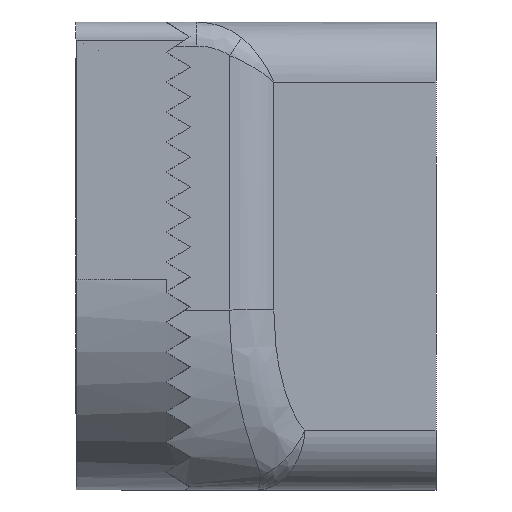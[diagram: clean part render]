
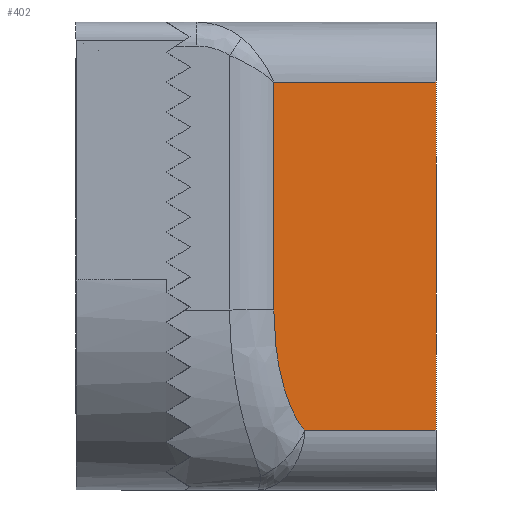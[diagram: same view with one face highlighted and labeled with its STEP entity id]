
A CAD part, left-side view. The second image highlights one B-rep face of the part: STEP entity #402.
In plain terms, the highlighted planar face has unit normal (-0.678, -0.735, 0).
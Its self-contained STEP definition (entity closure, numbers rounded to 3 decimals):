
#3 = EDGE_CURVE ( 'NONE', #1369, #3026, #3702, .T. ) ;
#41 = VERTEX_POINT ( 'NONE', #2363 ) ;
#42 = VECTOR ( 'NONE', #3643, 1000. ) ;
#242 = CARTESIAN_POINT ( 'NONE',  ( -7.678, 2.703, 6.8 ) ) ;
#247 = CARTESIAN_POINT ( 'NONE',  ( -7.455, 2.497, 1.569 ) ) ;
#386 = ORIENTED_EDGE ( 'NONE', *, *, #3, .F. ) ;
#402 = ADVANCED_FACE ( 'NONE', ( #791 ), #2945, .F. ) ;
#463 = CARTESIAN_POINT ( 'NONE',  ( -8., 3., 1. ) ) ;
#516 = EDGE_LOOP ( 'NONE', ( #386, #1330, #3625, #2431, #1509 ) ) ;
#634 = VERTEX_POINT ( 'NONE', #4070 ) ;
#666 = LINE ( 'NONE', #463, #4061 ) ;
#713 = DIRECTION ( 'NONE',  ( 0., 0., -1. ) ) ;
#720 = CARTESIAN_POINT ( 'NONE',  ( -8., 3., 7.8 ) ) ;
#725 = EDGE_CURVE ( 'NONE', #970, #634, #1622, .T. ) ;
#791 = FACE_OUTER_BOUND ( 'NONE', #516, .T. ) ;
#870 = CARTESIAN_POINT ( 'NONE',  ( -7.678, 2.703, 2.63 ) ) ;
#970 = VERTEX_POINT ( 'NONE', #242 ) ;
#1071 = CARTESIAN_POINT ( 'NONE',  ( -4.75, 0., 7.8 ) ) ;
#1290 = CARTESIAN_POINT ( 'NONE',  ( -7.6, 2.631, 6.8 ) ) ;
#1303 = CARTESIAN_POINT ( 'NONE',  ( -4.75, 0., 1. ) ) ;
#1330 = ORIENTED_EDGE ( 'NONE', *, *, #2966, .T. ) ;
#1369 = VERTEX_POINT ( 'NONE', #3268 ) ;
#1505 = CARTESIAN_POINT ( 'NONE',  ( -7.311, 2.364, 1.258 ) ) ;
#1509 = ORIENTED_EDGE ( 'NONE', *, *, #2587, .T. ) ;
#1553 = DIRECTION ( 'NONE',  ( -0.735, 0.678, 0. ) ) ;
#1622 = LINE ( 'NONE', #3312, #42 ) ;
#1652 = LINE ( 'NONE', #1290, #2216 ) ;
#1832 = CARTESIAN_POINT ( 'NONE',  ( -7.223, 2.283, 1.117 ) ) ;
#1994 = DIRECTION ( 'NONE',  ( -0.735, 0.678, 0. ) ) ;
#2026 = CARTESIAN_POINT ( 'NONE',  ( -7.175, 2.238, 1.049 ) ) ;
#2153 = EDGE_CURVE ( 'NONE', #634, #41, #3162, .T. ) ;
#2157 = CARTESIAN_POINT ( 'NONE',  ( -7.51, 2.548, 1.74 ) ) ;
#2216 = VECTOR ( 'NONE', #1553, 1000. ) ;
#2363 = CARTESIAN_POINT ( 'NONE',  ( -7.116, 2.184, 1. ) ) ;
#2431 = ORIENTED_EDGE ( 'NONE', *, *, #2153, .T. ) ;
#2445 = AXIS2_PLACEMENT_3D ( 'NONE', #720, #3621, #1994 ) ;
#2587 = EDGE_CURVE ( 'NONE', #41, #3026, #666, .T. ) ;
#2708 = DIRECTION ( 'NONE',  ( 0.735, -0.678, 0. ) ) ;
#2824 = VECTOR ( 'NONE', #713, 1000. ) ;
#2945 = PLANE ( 'NONE',  #2445 ) ;
#2966 = EDGE_CURVE ( 'NONE', #1369, #970, #1652, .T. ) ;
#3026 = VERTEX_POINT ( 'NONE', #1303 ) ;
#3132 = CARTESIAN_POINT ( 'NONE',  ( -7.35, 2.4, 1.333 ) ) ;
#3162 = B_SPLINE_CURVE_WITH_KNOTS ( 'NONE', 3,
 ( #3801, #870, #3463, #2157, #247, #3132, #1505, #1832, #2026, #4074 ),
 .UNSPECIFIED., .F., .F.,
 ( 4, 2, 2, 2, 4 ),
 ( 0., 0.001, 0.002, 0.002, 0.002 ),
 .UNSPECIFIED. ) ;
#3268 = CARTESIAN_POINT ( 'NONE',  ( -4.75, 0., 6.8 ) ) ;
#3312 = CARTESIAN_POINT ( 'NONE',  ( -7.678, 2.703, 7.8 ) ) ;
#3463 = CARTESIAN_POINT ( 'NONE',  ( -7.639, 2.666, 2.262 ) ) ;
#3621 = DIRECTION ( 'NONE',  ( 0.678, 0.735, 0. ) ) ;
#3625 = ORIENTED_EDGE ( 'NONE', *, *, #725, .T. ) ;
#3643 = DIRECTION ( 'NONE',  ( 0., 0., -1. ) ) ;
#3702 = LINE ( 'NONE', #1071, #2824 ) ;
#3801 = CARTESIAN_POINT ( 'NONE',  ( -7.678, 2.703, 3. ) ) ;
#4061 = VECTOR ( 'NONE', #2708, 1000. ) ;
#4070 = CARTESIAN_POINT ( 'NONE',  ( -7.678, 2.703, 3. ) ) ;
#4074 = CARTESIAN_POINT ( 'NONE',  ( -7.116, 2.184, 1. ) ) ;
